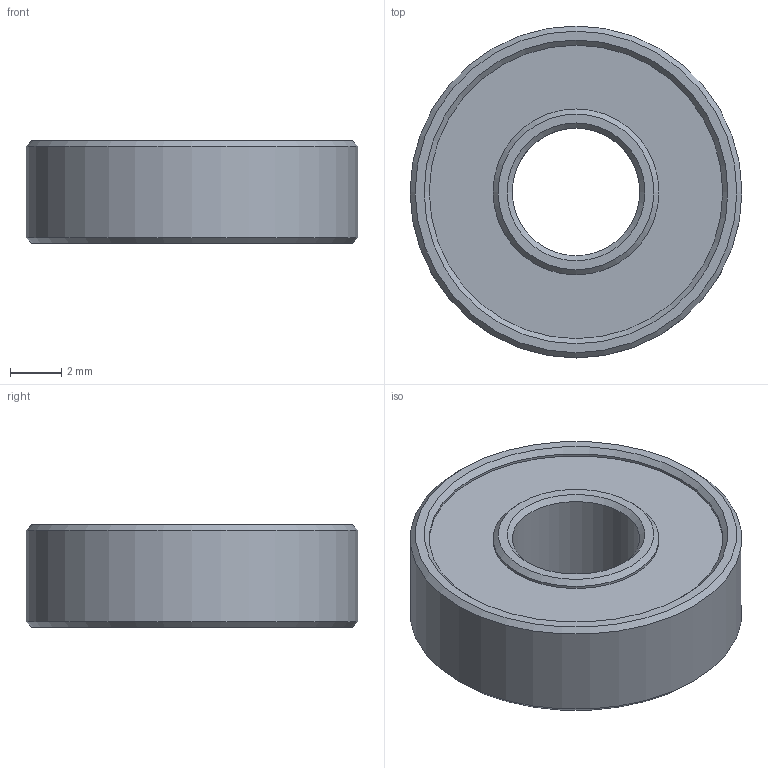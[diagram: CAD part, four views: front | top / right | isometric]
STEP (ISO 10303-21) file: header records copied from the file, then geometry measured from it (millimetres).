
FILE_DESCRIPTION(/* description */ (''),/* implementation_level */ '2;1');
FILE_NAME(/* name */ '695 Bearing.step',/* time_stamp */ '2025-04-17T12:51:48-06:00',/* author */ (''),/* organization */ (''),/* preprocessor_version */ 'ST-DEVELOPER v20.1',/* originating_system */ 'Autodesk Translation Framework v14.4.0.0',/* authorisation */ '');
FILE_SCHEMA (('AUTOMOTIVE_DESIGN { 1 0 10303 214 3 1 1 }'));
Length unit declared in the file: millimetre
Products named in the file (1): F695 Bearing
Bounding box: 13 x 13 x 4 mm (x, y, z)
Volume: 405.5 mm3; surface area: 459.8 mm2
Topology: 1 solids, 1 shells, 20 faces, 36 edges, 22 vertices
Faces by surface type: cone 8, plane 6, cylinder 6
Full cylindrical faces by diameter (mm): 5 x1, 6.5 x2, 11.5 x2, 13 x1
Entity records: 547 total; most frequent: DIRECTION 100, CARTESIAN_POINT 79, ORIENTED_EDGE 72, AXIS2_PLACEMENT_3D 43, EDGE_CURVE 36, EDGE_LOOP 26, CIRCLE 22, VERTEX_POINT 22
